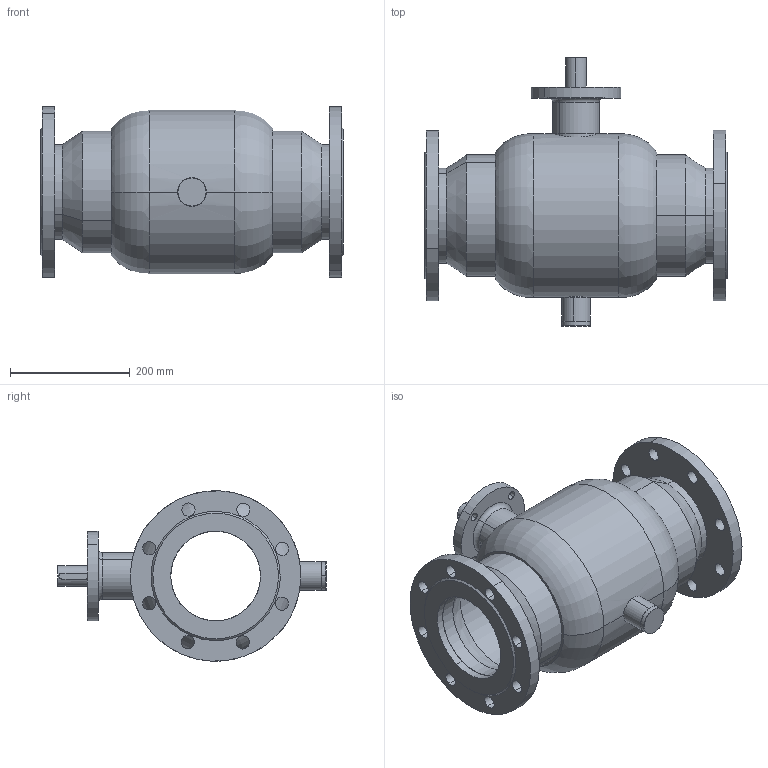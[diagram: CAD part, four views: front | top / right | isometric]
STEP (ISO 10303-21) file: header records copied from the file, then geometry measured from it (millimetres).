
FILE_DESCRIPTION (( 'STEP AP214' ), '1' );
FILE_NAME ('通径DN150法兰球阀-蜗轮盘PN16.STEP', '2026-01-29T05:57:11', ( '' ), ( '' ), 'SwSTEP 2.0', 'SolidWorks 2022', '' );
FILE_SCHEMA (( 'AUTOMOTIVE_DESIGN' ));
Length unit declared in the file: millimetre
Products named in the file (8): 150楊擘 1.6; 200苤粣杶; Q61F-200-5粣杶党蜊; Q61F-200-1概极樓馱; DN150 籵噤諉 樓馱 - 埻; Q61F-200-3概裝; 通径DN150法兰球阀-蜗轮盘PN16; 狟揤裔200
Assembly tree (9 placements, depth 2):
  通径DN150法兰球阀-蜗轮盘PN16
    Q61F-200-1概极樓馱
    Q61F-200-5粣杶党蜊
    狟揤裔200
    200苤粣杶
    Q61F-200-3概裝
    DN150 籵噤諉 樓馱 - 埻  x2
    150楊擘 1.6  x2
Bounding box: 506 x 448 x 284.78 mm (x, y, z)
Volume: 5820602.7 mm3; surface area: 1226043.7 mm2
Topology: 9 solids, 9 shells, 237 faces, 541 edges, 340 vertices
Faces by surface type: cylinder 135, plane 52, cone 34, torus 16
Entity records: 6468 total; most frequent: CARTESIAN_POINT 1446, DIRECTION 1013, ORIENTED_EDGE 830, AXIS2_PLACEMENT_3D 427, EDGE_CURVE 415, VERTEX_POINT 262, EDGE_LOOP 235, CIRCLE 233
